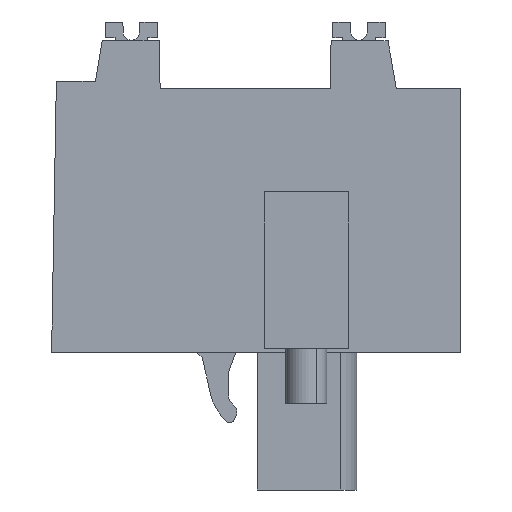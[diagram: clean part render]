
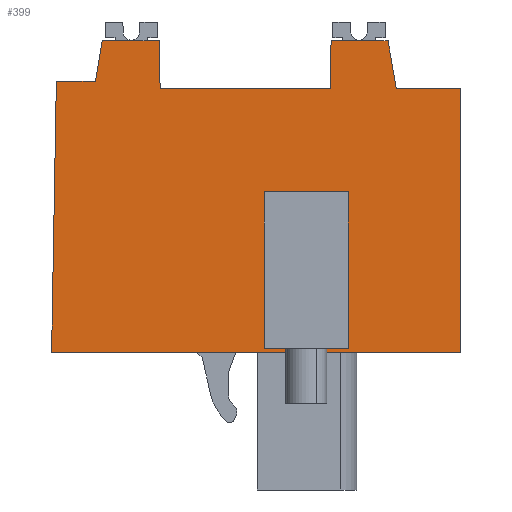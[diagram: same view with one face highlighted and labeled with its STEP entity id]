
A CAD part, left-side view. The second image highlights one B-rep face of the part: STEP entity #399.
In plain terms, the highlighted planar face has unit normal (-1, 0, 0).
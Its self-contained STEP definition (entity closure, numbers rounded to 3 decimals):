
#281=AXIS2_PLACEMENT_3D('Plane Axis2P3D',#278,#279,#280) ;
#40=CARTESIAN_POINT('Vertex',(4.81,21.679,27.192)) ;
#45=CARTESIAN_POINT('Line Origine',(4.81,19.954,27.192)) ;
#49=CARTESIAN_POINT('Vertex',(4.81,18.23,27.192)) ;
#240=CARTESIAN_POINT('Line Origine',(4.81,18.204,25.742)) ;
#244=CARTESIAN_POINT('Vertex',(4.81,18.179,24.292)) ;
#278=CARTESIAN_POINT('Axis2P3D Location',(4.81,0.,0.)) ;
#283=CARTESIAN_POINT('Line Origine',(4.81,21.89,25.967)) ;
#287=CARTESIAN_POINT('Vertex',(4.81,22.101,24.742)) ;
#290=CARTESIAN_POINT('Line Origine',(4.81,23.281,24.742)) ;
#294=CARTESIAN_POINT('Vertex',(4.81,24.461,24.742)) ;
#297=CARTESIAN_POINT('Line Origine',(4.81,24.604,16.546)) ;
#301=CARTESIAN_POINT('Vertex',(4.81,24.747,8.35)) ;
#304=CARTESIAN_POINT('Line Origine',(4.81,12.373,8.35)) ;
#308=CARTESIAN_POINT('Vertex',(4.81,0.,8.35)) ;
#311=CARTESIAN_POINT('Line Origine',(4.81,0.,16.321)) ;
#315=CARTESIAN_POINT('Vertex',(4.81,0.,24.292)) ;
#318=CARTESIAN_POINT('Line Origine',(4.81,1.939,24.292)) ;
#322=CARTESIAN_POINT('Vertex',(4.81,3.879,24.292)) ;
#325=CARTESIAN_POINT('Line Origine',(4.81,4.129,25.742)) ;
#329=CARTESIAN_POINT('Vertex',(4.81,4.379,27.192)) ;
#332=CARTESIAN_POINT('Line Origine',(4.81,6.104,27.192)) ;
#336=CARTESIAN_POINT('Vertex',(4.81,7.828,27.192)) ;
#339=CARTESIAN_POINT('Line Origine',(4.81,7.854,25.742)) ;
#343=CARTESIAN_POINT('Vertex',(4.81,7.879,24.292)) ;
#346=CARTESIAN_POINT('Line Origine',(4.81,13.029,24.292)) ;
#365=CARTESIAN_POINT('Line Origine',(4.81,9.331,8.552)) ;
#369=CARTESIAN_POINT('Vertex',(4.81,11.881,8.552)) ;
#371=CARTESIAN_POINT('Vertex',(4.81,6.781,8.552)) ;
#374=CARTESIAN_POINT('Line Origine',(4.81,11.881,13.302)) ;
#378=CARTESIAN_POINT('Vertex',(4.81,11.881,18.052)) ;
#381=CARTESIAN_POINT('Line Origine',(4.81,9.331,18.052)) ;
#385=CARTESIAN_POINT('Vertex',(4.81,6.781,18.052)) ;
#388=CARTESIAN_POINT('Line Origine',(4.81,6.781,13.302)) ;
#46=DIRECTION('Vector Direction',(0.,-1.,0.)) ;
#241=DIRECTION('Vector Direction',(0.,-0.017,-1.)) ;
#279=DIRECTION('Axis2P3D Direction',(-1.,0.,0.)) ;
#280=DIRECTION('Axis2P3D XDirection',(0.,0.,1.)) ;
#284=DIRECTION('Vector Direction',(0.,-0.17,0.985)) ;
#291=DIRECTION('Vector Direction',(0.,-1.,0.)) ;
#298=DIRECTION('Vector Direction',(0.,0.017,-1.)) ;
#305=DIRECTION('Vector Direction',(0.,-1.,0.)) ;
#312=DIRECTION('Vector Direction',(0.,0.,1.)) ;
#319=DIRECTION('Vector Direction',(0.,-1.,0.)) ;
#326=DIRECTION('Vector Direction',(0.,-0.17,-0.985)) ;
#333=DIRECTION('Vector Direction',(0.,-1.,0.)) ;
#340=DIRECTION('Vector Direction',(0.,-0.017,1.)) ;
#347=DIRECTION('Vector Direction',(0.,-1.,0.)) ;
#366=DIRECTION('Vector Direction',(0.,-1.,0.)) ;
#375=DIRECTION('Vector Direction',(0.,0.,-1.)) ;
#382=DIRECTION('Vector Direction',(0.,-1.,0.)) ;
#389=DIRECTION('Vector Direction',(0.,0.,-1.)) ;
#47=VECTOR('Line Direction',#46,1.) ;
#242=VECTOR('Line Direction',#241,1.) ;
#285=VECTOR('Line Direction',#284,1.) ;
#292=VECTOR('Line Direction',#291,1.) ;
#299=VECTOR('Line Direction',#298,1.) ;
#306=VECTOR('Line Direction',#305,1.) ;
#313=VECTOR('Line Direction',#312,1.) ;
#320=VECTOR('Line Direction',#319,1.) ;
#327=VECTOR('Line Direction',#326,1.) ;
#334=VECTOR('Line Direction',#333,1.) ;
#341=VECTOR('Line Direction',#340,1.) ;
#348=VECTOR('Line Direction',#347,1.) ;
#367=VECTOR('Line Direction',#366,1.) ;
#376=VECTOR('Line Direction',#375,1.) ;
#383=VECTOR('Line Direction',#382,1.) ;
#390=VECTOR('Line Direction',#389,1.) ;
#352=ORIENTED_EDGE('',*,*,#246,.T.) ;
#353=ORIENTED_EDGE('',*,*,#51,.T.) ;
#354=ORIENTED_EDGE('',*,*,#289,.T.) ;
#355=ORIENTED_EDGE('',*,*,#296,.T.) ;
#356=ORIENTED_EDGE('',*,*,#303,.T.) ;
#357=ORIENTED_EDGE('',*,*,#310,.T.) ;
#358=ORIENTED_EDGE('',*,*,#317,.T.) ;
#359=ORIENTED_EDGE('',*,*,#324,.T.) ;
#360=ORIENTED_EDGE('',*,*,#331,.T.) ;
#361=ORIENTED_EDGE('',*,*,#338,.T.) ;
#362=ORIENTED_EDGE('',*,*,#345,.T.) ;
#363=ORIENTED_EDGE('',*,*,#350,.T.) ;
#394=ORIENTED_EDGE('',*,*,#373,.F.) ;
#395=ORIENTED_EDGE('',*,*,#380,.F.) ;
#396=ORIENTED_EDGE('',*,*,#387,.F.) ;
#397=ORIENTED_EDGE('',*,*,#392,.T.) ;
#398=FACE_BOUND('',#393,.T.) ;
#399=ADVANCED_FACE('HOUSING',(#364,#398),#282,.T.) ;
#51=EDGE_CURVE('',#50,#41,#48,.F.) ;
#246=EDGE_CURVE('',#245,#50,#243,.F.) ;
#289=EDGE_CURVE('',#41,#288,#286,.F.) ;
#296=EDGE_CURVE('',#288,#295,#293,.F.) ;
#303=EDGE_CURVE('',#295,#302,#300,.T.) ;
#310=EDGE_CURVE('',#302,#309,#307,.T.) ;
#317=EDGE_CURVE('',#309,#316,#314,.T.) ;
#324=EDGE_CURVE('',#316,#323,#321,.F.) ;
#331=EDGE_CURVE('',#323,#330,#328,.F.) ;
#338=EDGE_CURVE('',#330,#337,#335,.F.) ;
#345=EDGE_CURVE('',#337,#344,#342,.F.) ;
#350=EDGE_CURVE('',#344,#245,#349,.F.) ;
#373=EDGE_CURVE('',#370,#372,#368,.T.) ;
#380=EDGE_CURVE('',#379,#370,#377,.T.) ;
#387=EDGE_CURVE('',#386,#379,#384,.F.) ;
#392=EDGE_CURVE('',#386,#372,#391,.T.) ;
#351=EDGE_LOOP('',(#352,#353,#354,#355,#356,#357,#358,#359,#360,#361,#362,#363)) ;
#393=EDGE_LOOP('',(#394,#395,#396,#397)) ;
#364=FACE_OUTER_BOUND('',#351,.T.) ;
#48=LINE('Line',#45,#47) ;
#243=LINE('Line',#240,#242) ;
#286=LINE('Line',#283,#285) ;
#293=LINE('Line',#290,#292) ;
#300=LINE('Line',#297,#299) ;
#307=LINE('Line',#304,#306) ;
#314=LINE('Line',#311,#313) ;
#321=LINE('Line',#318,#320) ;
#328=LINE('Line',#325,#327) ;
#335=LINE('Line',#332,#334) ;
#342=LINE('Line',#339,#341) ;
#349=LINE('Line',#346,#348) ;
#368=LINE('Line',#365,#367) ;
#377=LINE('Line',#374,#376) ;
#384=LINE('Line',#381,#383) ;
#391=LINE('Line',#388,#390) ;
#282=PLANE('',#281) ;
#41=VERTEX_POINT('',#40) ;
#50=VERTEX_POINT('',#49) ;
#245=VERTEX_POINT('',#244) ;
#288=VERTEX_POINT('',#287) ;
#295=VERTEX_POINT('',#294) ;
#302=VERTEX_POINT('',#301) ;
#309=VERTEX_POINT('',#308) ;
#316=VERTEX_POINT('',#315) ;
#323=VERTEX_POINT('',#322) ;
#330=VERTEX_POINT('',#329) ;
#337=VERTEX_POINT('',#336) ;
#344=VERTEX_POINT('',#343) ;
#370=VERTEX_POINT('',#369) ;
#372=VERTEX_POINT('',#371) ;
#379=VERTEX_POINT('',#378) ;
#386=VERTEX_POINT('',#385) ;
